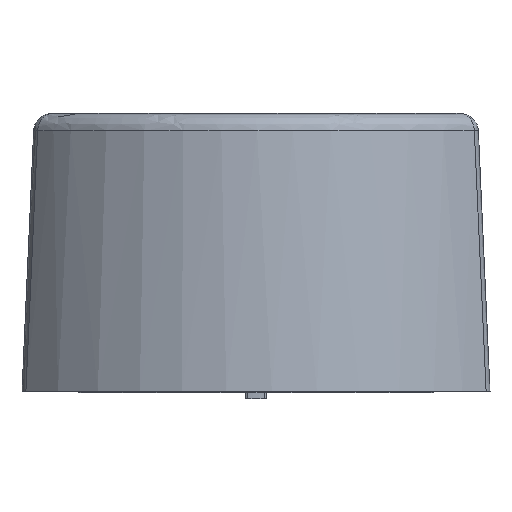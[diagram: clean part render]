
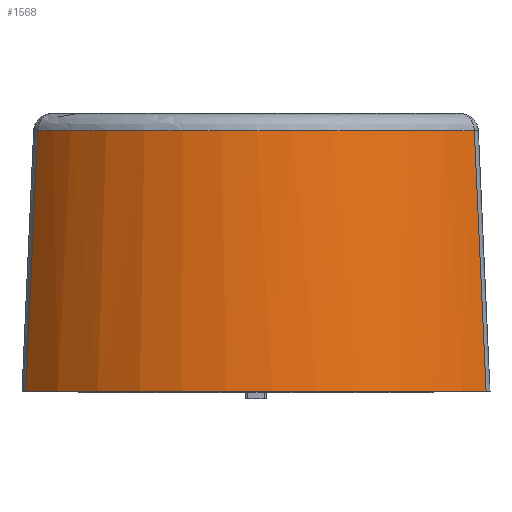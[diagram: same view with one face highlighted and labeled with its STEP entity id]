
A CAD part, front view. The second image highlights one B-rep face of the part: STEP entity #1568.
In plain terms, the highlighted free-form (B-spline) face has degree [3, 1] with [4, 2] control points.
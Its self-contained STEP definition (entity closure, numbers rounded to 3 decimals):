
#125 = VERTEX_POINT ( 'NONE', #4170 ) ;
#162 = CARTESIAN_POINT ( 'NONE',  ( 14.545, -47.273, 0. ) ) ;
#347 =( BOUNDED_CURVE ( )  B_SPLINE_CURVE ( 3, ( #4767, #1834, #3539, #5271 ),
 .UNSPECIFIED., .F., .T. ) 
 B_SPLINE_CURVE_WITH_KNOTS ( ( 4, 4 ),
 ( 0., 0.072 ),
 .UNSPECIFIED. ) 
 CURVE ( )  GEOMETRIC_REPRESENTATION_ITEM ( )  RATIONAL_B_SPLINE_CURVE ( ( 0.989, 0.737, 0.737, 0.989 ) ) 
 REPRESENTATION_ITEM ( '' )  );
#410 = CARTESIAN_POINT ( 'NONE',  ( -18.191, -33.859, 35.612 ) ) ;
#411 = CARTESIAN_POINT ( 'NONE',  ( -30.912, -24.513, 12.244 ) ) ;
#467 = CARTESIAN_POINT ( 'NONE',  ( -22.044, -31.488, 35.612 ) ) ;
#535 = CARTESIAN_POINT ( 'NONE',  ( -31.467, -24.694, 0. ) ) ;
#688 = B_SPLINE_CURVE_WITH_KNOTS ( 'NONE', 3,
 ( #2570, #4289, #1781, #4801 ),
 .UNSPECIFIED., .F., .F.,
 ( 4, 4 ),
 ( 0., 1. ),
 .UNSPECIFIED. ) ;
#812 = CARTESIAN_POINT ( 'NONE',  ( -12.847, -36.222, 35.612 ) ) ;
#835 = CARTESIAN_POINT ( 'NONE',  ( 20.766, -32.344, 35.612 ) ) ;
#836 = CARTESIAN_POINT ( 'NONE',  ( -29.85, -24.166, 35.611 ) ) ;
#859 = CARTESIAN_POINT ( 'NONE',  ( -20.78, -32.335, 35.612 ) ) ;
#995 = EDGE_CURVE ( 'NONE', #1951, #125, #347, .T. ) ;
#1073 =( BOUNDED_SURFACE ( )  B_SPLINE_SURFACE ( 3, 1, ( 
 ( #4986, #3703 ),
 ( #1577, #162 ),
 ( #1101, #2814 ),
 ( #3594, #1124 ) ),
 .UNSPECIFIED., .F., .F., .F. ) 
 B_SPLINE_SURFACE_WITH_KNOTS ( ( 4, 4 ),
 ( 2, 2 ),
 ( 0., 1. ),
 ( 0., 1. ),
 .UNSPECIFIED. ) 
 GEOMETRIC_REPRESENTATION_ITEM ( )  RATIONAL_B_SPLINE_SURFACE ( (
 ( 1., 1.),
 ( 0.741, 0.733),
 ( 0.741, 0.733),
 ( 1., 1.) ) ) 
 REPRESENTATION_ITEM ( '' )  SURFACE ( )  );
#1101 = CARTESIAN_POINT ( 'NONE',  ( -13.628, -44.99, 38. ) ) ;
#1124 = CARTESIAN_POINT ( 'NONE',  ( -32., -24., 0. ) ) ;
#1203 = EDGE_LOOP ( 'NONE', ( #5152, #2866, #3974, #5186 ) ) ;
#1222 = VERTEX_POINT ( 'NONE', #2139 ) ;
#1311 = CARTESIAN_POINT ( 'NONE',  ( -28.888, -25.355, 35.612 ) ) ;
#1568 = ADVANCED_FACE ( 'NONE', ( #4022 ), #1073, .T. ) ;
#1577 = CARTESIAN_POINT ( 'NONE',  ( 13.628, -44.99, 38. ) ) ;
#1605 = CARTESIAN_POINT ( 'NONE',  ( -31.467, -24.694, 0. ) ) ;
#1631 = CARTESIAN_POINT ( 'NONE',  ( 24.468, -29.643, 35.612 ) ) ;
#1667 = EDGE_CURVE ( 'NONE', #1222, #1951, #4083, .T. ) ;
#1684 = CARTESIAN_POINT ( 'NONE',  ( 22.033, -31.496, 35.612 ) ) ;
#1709 = CARTESIAN_POINT ( 'NONE',  ( 28.887, -25.357, 35.612 ) ) ;
#1781 = CARTESIAN_POINT ( 'NONE',  ( 30.373, -24.337, 24.115 ) ) ;
#1834 = CARTESIAN_POINT ( 'NONE',  ( -14.081, -46.849, 0. ) ) ;
#1951 = VERTEX_POINT ( 'NONE', #535 ) ;
#2132 = CARTESIAN_POINT ( 'NONE',  ( -25.643, -28.633, 35.612 ) ) ;
#2139 = CARTESIAN_POINT ( 'NONE',  ( -29.85, -24.166, 35.611 ) ) ;
#2498 = CARTESIAN_POINT ( 'NONE',  ( -8.833, -37.401, 35.612 ) ) ;
#2551 = CARTESIAN_POINT ( 'NONE',  ( 16.846, -34.546, 35.612 ) ) ;
#2570 = CARTESIAN_POINT ( 'NONE',  ( 31.467, -24.694, 0. ) ) ;
#2576 = CARTESIAN_POINT ( 'NONE',  ( -24.476, -29.637, 35.612 ) ) ;
#2606 = CARTESIAN_POINT ( 'NONE',  ( 8.799, -37.409, 35.612 ) ) ;
#2765 = EDGE_CURVE ( 'NONE', #125, #3659, #688, .T. ) ;
#2783 = CARTESIAN_POINT ( 'NONE',  ( 29.85, -24.166, 35.611 ) ) ;
#2814 = CARTESIAN_POINT ( 'NONE',  ( -14.545, -47.273, 0. ) ) ;
#2866 = ORIENTED_EDGE ( 'NONE', *, *, #995, .T. ) ;
#2920 = CARTESIAN_POINT ( 'NONE',  ( -30.373, -24.337, 24.115 ) ) ;
#2971 = CARTESIAN_POINT ( 'NONE',  ( 29.85, -24.166, 35.611 ) ) ;
#2994 = CARTESIAN_POINT ( 'NONE',  ( 25.637, -28.639, 35.612 ) ) ;
#3020 = CARTESIAN_POINT ( 'NONE',  ( -29.85, -24.166, 35.611 ) ) ;
#3414 = CARTESIAN_POINT ( 'NONE',  ( 14.169, -35.727, 35.612 ) ) ;
#3438 = CARTESIAN_POINT ( 'NONE',  ( -2.372, -38.405, 35.612 ) ) ;
#3539 = CARTESIAN_POINT ( 'NONE',  ( 14.081, -46.849, 0. ) ) ;
#3594 = CARTESIAN_POINT ( 'NONE',  ( -30.3, -23.426, 38. ) ) ;
#3659 = VERTEX_POINT ( 'NONE', #2783 ) ;
#3703 = CARTESIAN_POINT ( 'NONE',  ( 32., -24., 0. ) ) ;
#3760 = CARTESIAN_POINT ( 'NONE',  ( 2.324, -38.408, 35.612 ) ) ;
#3789 = CARTESIAN_POINT ( 'NONE',  ( 12.82, -36.231, 35.612 ) ) ;
#3974 = ORIENTED_EDGE ( 'NONE', *, *, #2765, .T. ) ;
#4022 = FACE_OUTER_BOUND ( 'NONE', #1203, .T. ) ;
#4083 = B_SPLINE_CURVE_WITH_KNOTS ( 'NONE', 3,
 ( #836, #2920, #411, #1605 ),
 .UNSPECIFIED., .F., .F.,
 ( 4, 4 ),
 ( 0., 1. ),
 .UNSPECIFIED. ) ;
#4170 = CARTESIAN_POINT ( 'NONE',  ( 31.467, -24.694, 0. ) ) ;
#4218 = CARTESIAN_POINT ( 'NONE',  ( 27.847, -26.495, 35.612 ) ) ;
#4272 = CARTESIAN_POINT ( 'NONE',  ( -16.866, -34.536, 35.612 ) ) ;
#4289 = CARTESIAN_POINT ( 'NONE',  ( 30.912, -24.513, 12.244 ) ) ;
#4295 = CARTESIAN_POINT ( 'NONE',  ( -27.849, -26.492, 35.612 ) ) ;
#4332 = CARTESIAN_POINT ( 'NONE',  ( 18.173, -33.869, 35.612 ) ) ;
#4640 = CARTESIAN_POINT ( 'NONE',  ( 4.86, -38.192, 35.612 ) ) ;
#4669 = CARTESIAN_POINT ( 'NONE',  ( -4.9, -38.187, 35.612 ) ) ;
#4767 = CARTESIAN_POINT ( 'NONE',  ( -31.467, -24.694, 0. ) ) ;
#4801 = CARTESIAN_POINT ( 'NONE',  ( 29.85, -24.166, 35.611 ) ) ;
#4986 = CARTESIAN_POINT ( 'NONE',  ( 30.3, -23.426, 38. ) ) ;
#5050 = B_SPLINE_CURVE_WITH_KNOTS ( 'NONE', 3,
 ( #2971, #1709, #4218, #2994, #1631, #1684, #835, #4332, #2551, #3414, #3789, #5147, #2606, #4640, #3760, #3438, #4669, #2498, #5092, #812, #5511, #4272, #410, #859, #467, #2576, #2132, #4295, #1311, #3020 ),
 .UNSPECIFIED., .F., .F.,
 ( 4, 2, 2, 2, 2, 2, 2, 2, 2, 2, 2, 2, 2, 2, 4 ),
 ( 0., 0.063, 0.125, 0.188, 0.25, 0.313, 0.375, 0.5, 0.625, 0.688, 0.75, 0.813, 0.875, 0.938, 1. ),
 .UNSPECIFIED. ) ;
#5092 = CARTESIAN_POINT ( 'NONE',  ( -10.166, -37.064, 35.612 ) ) ;
#5147 = CARTESIAN_POINT ( 'NONE',  ( 10.135, -37.072, 35.612 ) ) ;
#5152 = ORIENTED_EDGE ( 'NONE', *, *, #1667, .T. ) ;
#5186 = ORIENTED_EDGE ( 'NONE', *, *, #5242, .T. ) ;
#5242 = EDGE_CURVE ( 'NONE', #3659, #1222, #5050, .T. ) ;
#5271 = CARTESIAN_POINT ( 'NONE',  ( 31.467, -24.694, 0. ) ) ;
#5511 = CARTESIAN_POINT ( 'NONE',  ( -14.194, -35.718, 35.612 ) ) ;
